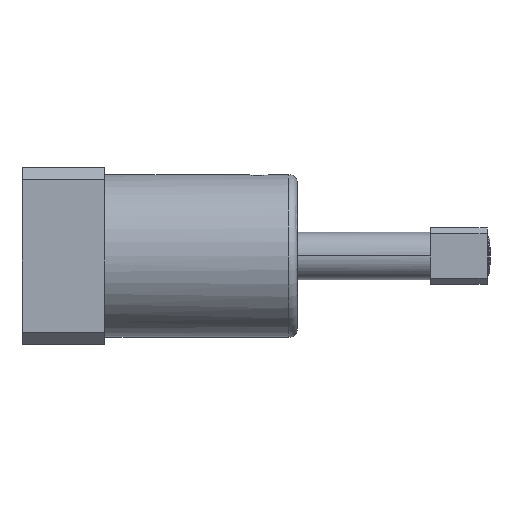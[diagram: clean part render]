
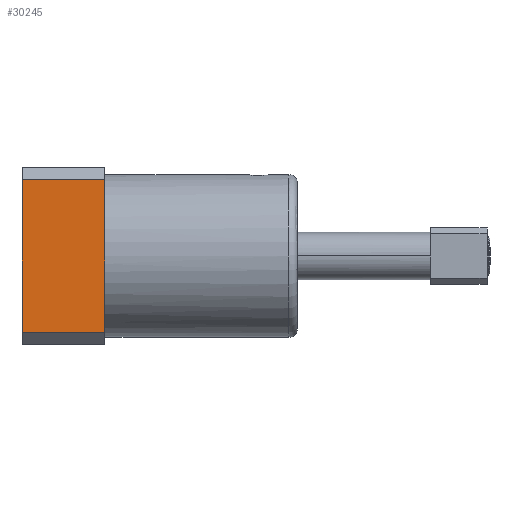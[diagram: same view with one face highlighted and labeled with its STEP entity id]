
A CAD part, front view. The second image highlights one B-rep face of the part: STEP entity #30245.
In plain terms, the highlighted planar face has unit normal (0, -1, 0).
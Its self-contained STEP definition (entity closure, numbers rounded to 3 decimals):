
#1831 = CARTESIAN_POINT ( 'NONE',  ( 0., -30., -25.695 ) ) ;
#1977 = LINE ( 'NONE', #4606, #21896 ) ;
#2117 = DIRECTION ( 'NONE',  ( 0., -1., 0. ) ) ;
#3801 = CARTESIAN_POINT ( 'NONE',  ( 0., -30., 25.695 ) ) ;
#4606 = CARTESIAN_POINT ( 'NONE',  ( 0., -30., 25.695 ) ) ;
#6208 = CARTESIAN_POINT ( 'NONE',  ( 0., -30., 25.695 ) ) ;
#6878 = VECTOR ( 'NONE', #41575, 1000. ) ;
#7581 = DIRECTION ( 'NONE',  ( -1., 0., 0. ) ) ;
#8154 = VERTEX_POINT ( 'NONE', #21117 ) ;
#8373 = DIRECTION ( 'NONE',  ( 0., 0., -1. ) ) ;
#9286 = EDGE_CURVE ( 'NONE', #38034, #8154, #46969, .T. ) ;
#10665 = ORIENTED_EDGE ( 'NONE', *, *, #19614, .F. ) ;
#15175 = VECTOR ( 'NONE', #7581, 1000. ) ;
#15653 = LINE ( 'NONE', #30588, #6878 ) ;
#17905 = CARTESIAN_POINT ( 'NONE',  ( 28., -30., 25.695 ) ) ;
#19614 = EDGE_CURVE ( 'NONE', #8154, #24909, #15653, .T. ) ;
#21117 = CARTESIAN_POINT ( 'NONE',  ( 28., -30., -25.695 ) ) ;
#21896 = VECTOR ( 'NONE', #8373, 1000. ) ;
#21946 = VERTEX_POINT ( 'NONE', #37255 ) ;
#24695 = EDGE_CURVE ( 'NONE', #21946, #24909, #1977, .T. ) ;
#24909 = VERTEX_POINT ( 'NONE', #1831 ) ;
#25137 = ORIENTED_EDGE ( 'NONE', *, *, #9286, .F. ) ;
#25675 = CARTESIAN_POINT ( 'NONE',  ( 28., -30., 0. ) ) ;
#26332 = EDGE_LOOP ( 'NONE', ( #10665, #25137, #35827, #36042 ) ) ;
#26971 = VECTOR ( 'NONE', #27140, 1000. ) ;
#27140 = DIRECTION ( 'NONE',  ( 0., 0., -1. ) ) ;
#30245 = ADVANCED_FACE ( 'NONE', ( #31230 ), #36209, .T. ) ;
#30588 = CARTESIAN_POINT ( 'NONE',  ( 0., -30., -25.695 ) ) ;
#31230 = FACE_OUTER_BOUND ( 'NONE', #26332, .T. ) ;
#35827 = ORIENTED_EDGE ( 'NONE', *, *, #44198, .T. ) ;
#36042 = ORIENTED_EDGE ( 'NONE', *, *, #24695, .T. ) ;
#36209 = PLANE ( 'NONE',  #44865 ) ;
#37255 = CARTESIAN_POINT ( 'NONE',  ( 0., -30., 25.695 ) ) ;
#38034 = VERTEX_POINT ( 'NONE', #17905 ) ;
#39978 = DIRECTION ( 'NONE',  ( 0., 0., -1. ) ) ;
#41575 = DIRECTION ( 'NONE',  ( -1., 0., 0. ) ) ;
#44198 = EDGE_CURVE ( 'NONE', #38034, #21946, #45123, .T. ) ;
#44865 = AXIS2_PLACEMENT_3D ( 'NONE', #6208, #2117, #39978 ) ;
#45123 = LINE ( 'NONE', #3801, #15175 ) ;
#46969 = LINE ( 'NONE', #25675, #26971 ) ;
